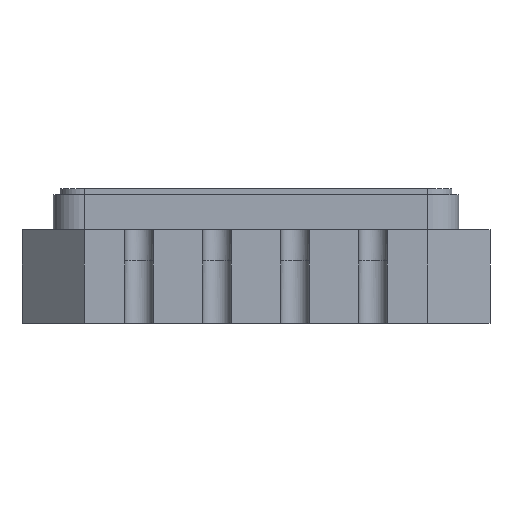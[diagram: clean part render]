
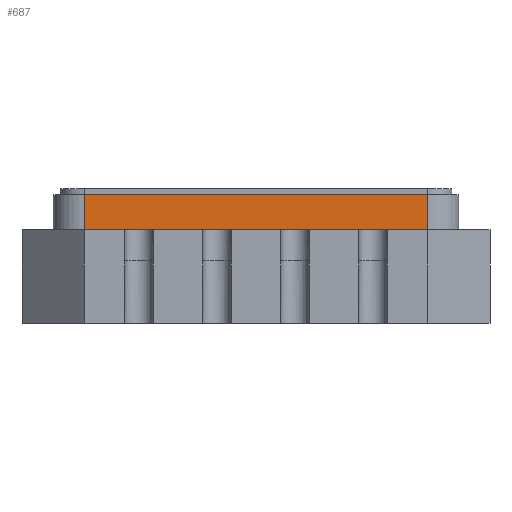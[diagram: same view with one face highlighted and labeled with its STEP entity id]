
A CAD part, left-side view. The second image highlights one B-rep face of the part: STEP entity #687.
In plain terms, the highlighted planar face has unit normal (-1, 0, 0).
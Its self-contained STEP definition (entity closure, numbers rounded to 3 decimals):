
#687 = ADVANCED_FACE( '', ( #1374 ), #1375, .F. );
#1374 = FACE_OUTER_BOUND( '', #2066, .T. );
#1375 = PLANE( '', #2067 );
#2066 = EDGE_LOOP( '', ( #4563, #4564, #4565, #4566 ) );
#2067 = AXIS2_PLACEMENT_3D( '', #4567, #4568, #4569 );
#4563 = ORIENTED_EDGE( '', *, *, #5319, .T. );
#4564 = ORIENTED_EDGE( '', *, *, #5045, .F. );
#4565 = ORIENTED_EDGE( '', *, *, #5311, .F. );
#4566 = ORIENTED_EDGE( '', *, *, #5090, .T. );
#4567 = CARTESIAN_POINT( '', ( -3.3, 0.5, -5.35 ) );
#4568 = DIRECTION( '', ( 1., 0., 0. ) );
#4569 = DIRECTION( '', ( 0., 0., -1. ) );
#5045 = EDGE_CURVE( '', #6194, #6189, #6196, .T. );
#5090 = EDGE_CURVE( '', #6259, #6257, #6260, .T. );
#5311 = EDGE_CURVE( '', #6259, #6194, #6579, .T. );
#5319 = EDGE_CURVE( '', #6257, #6189, #6587, .T. );
#6189 = VERTEX_POINT( '', #8315 );
#6194 = VERTEX_POINT( '', #8321 );
#6196 = LINE( '', #8323, #8324 );
#6257 = VERTEX_POINT( '', #8436 );
#6259 = VERTEX_POINT( '', #8438 );
#6260 = LINE( '', #8439, #8440 );
#6579 = LINE( '', #9340, #9341 );
#6587 = LINE( '', #9352, #9353 );
#8315 = CARTESIAN_POINT( '', ( -3.3, 0.6, 2.8 ) );
#8321 = CARTESIAN_POINT( '', ( -3.3, 1.17, 2.8 ) );
#8323 = CARTESIAN_POINT( '', ( -3.3, 0.5, 2.8 ) );
#8324 = VECTOR( '', #10217, 1000. );
#8436 = CARTESIAN_POINT( '', ( -3.3, 0.6, -2.8 ) );
#8438 = CARTESIAN_POINT( '', ( -3.3, 1.17, -2.8 ) );
#8439 = CARTESIAN_POINT( '', ( -3.3, 0.5, -2.8 ) );
#8440 = VECTOR( '', #10238, 1000. );
#9340 = CARTESIAN_POINT( '', ( -3.3, 1.17, -3.35 ) );
#9341 = VECTOR( '', #10389, 1000. );
#9352 = CARTESIAN_POINT( '', ( -3.3, 0.6, -5.35 ) );
#9353 = VECTOR( '', #10402, 1000. );
#10217 = DIRECTION( '', ( 0., -1., 0. ) );
#10238 = DIRECTION( '', ( 0., -1., 0. ) );
#10389 = DIRECTION( '', ( 0., 0., 1. ) );
#10402 = DIRECTION( '', ( 0., 0., 1. ) );
